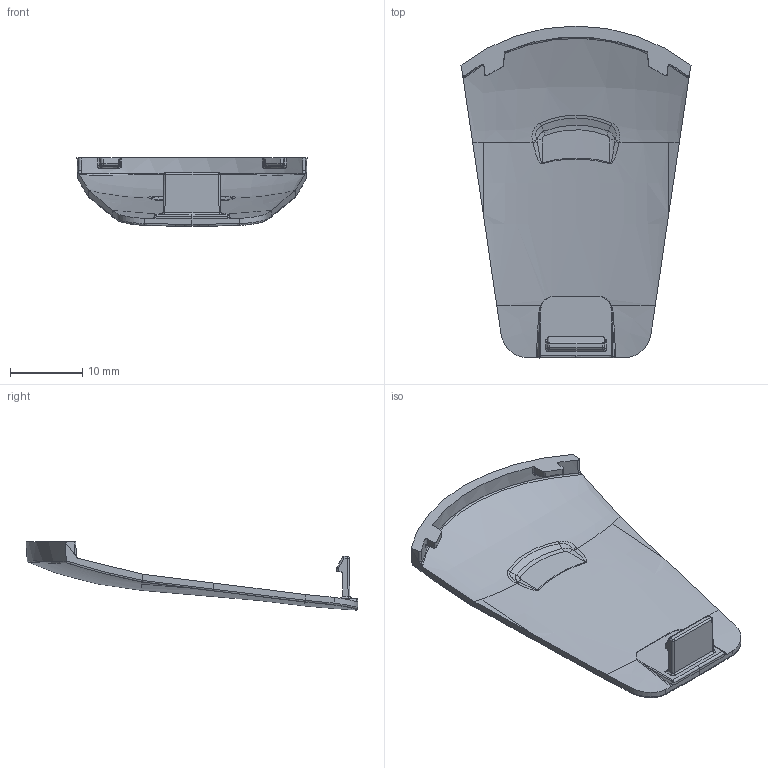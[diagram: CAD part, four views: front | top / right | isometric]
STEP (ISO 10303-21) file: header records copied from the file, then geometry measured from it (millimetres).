
FILE_DESCRIPTION (( 'STEP AP214' ), '1' );
FILE_NAME ('mount cover.STEP', '2022-10-03T15:54:47', ( '' ), ( '' ), 'SwSTEP 2.0', 'SolidWorks 2021', '' );
FILE_SCHEMA (( 'AUTOMOTIVE_DESIGN' ));
Length unit declared in the file: millimetre
Products named in the file (1): mount cover
Bounding box: 31.78 x 45.85 x 9.41 mm (x, y, z)
Volume: 1354.9 mm3; surface area: 2751.9 mm2
Topology: 1 solids, 1 shells, 184 faces, 450 edges, 263 vertices
Faces by surface type: bspline 121, plane 19, cylinder 18, sphere 14, cone 8, torus 4
Entity records: 11081 total; most frequent: CARTESIAN_POINT 7730, ORIENTED_EDGE 882, EDGE_CURVE 441, DIRECTION 412, VERTEX_POINT 260, B_SPLINE_CURVE_WITH_KNOTS 259, EDGE_LOOP 185, FACE_OUTER_BOUND 184
